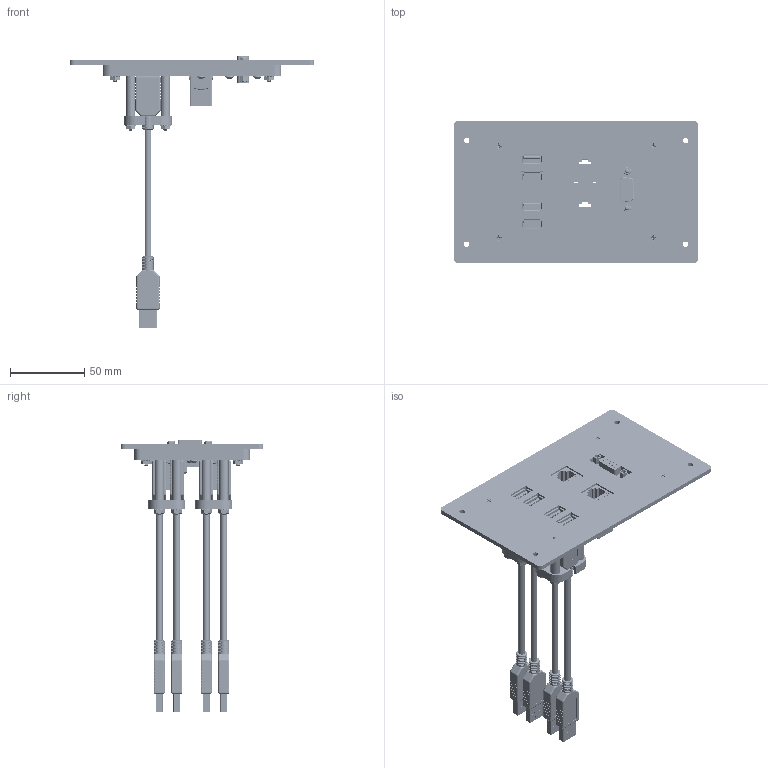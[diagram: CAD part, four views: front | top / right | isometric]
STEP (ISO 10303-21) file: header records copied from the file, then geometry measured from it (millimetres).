
FILE_DESCRIPTION (( 'STEP AP203' ), '1' );
FILE_NAME ('P-P11#4Q3R2#2-M1RX-CXXX_3D.STEP', '2022-10-06T20:49:14', ( '' ), ( '' ), 'SwSTEP 2.0', 'SolidWorks 2021', '' );
FILE_SCHEMA (( 'CONFIG_CONTROL_DESIGN' ));
Length unit declared in the file: millimetre
Products named in the file (16): P-P11#4Q3R2#2-M1RX-CXXX_3D; Z-000-440134FH_91771A122; Z-300-RJ45CAT5; Z-000-440916FH_91771A121; P-P11#4Q3R2#2-M1RX-CXXX_TP120_1; P-P11#4Q3R2#2-M1RX-CXXX_TP060_1; Z-000-4243316TFP; P11; Z-020-3047; R2; Z-001-SPR_1-1_4; P-P11#4Q3R2#2-M1RX-CXXX_BP240_1; Z-002-4401_4HN_90675A005; P-P11#4Q3R2#2-M1RX-CXXX_TP180_2; Z-BULK-DB9FF; Q3
Assembly tree (52 placements, depth 3):
  P-P11#4Q3R2#2-M1RX-CXXX_3D
    P-P11#4Q3R2#2-M1RX-CXXX_BP240_1
    P-P11#4Q3R2#2-M1RX-CXXX_TP060_1
    P-P11#4Q3R2#2-M1RX-CXXX_TP120_1
    P-P11#4Q3R2#2-M1RX-CXXX_TP180_2  x2
    Z-000-4243316TFP  x5
    P11  x4
      Z-020-3047
    Z-000-440134FH_91771A122  x8
    Z-001-SPR_1-1_4  x8
    Z-002-4401_4HN_90675A005  x12
    R2  x2
      Z-300-RJ45CAT5
    Q3
      Z-BULK-DB9FF
    Z-000-440916FH_91771A121  x4
Bounding box: 165.14 x 96.38 x 183.02 mm (x, y, z)
Volume: 175169.3 mm3; surface area: 142499.7 mm2
Topology: 91 solids, 91 shells, 7989 faces, 22438 edges, 14606 vertices
Faces by surface type: plane 3679, cylinder 2874, bspline 943, cone 493
Entity records: 102031 total; most frequent: CARTESIAN_POINT 41557, ORIENTED_EDGE 13022, DIRECTION 10520, EDGE_CURVE 6511, VERTEX_POINT 4254, LINE 3954, VECTOR 3954, AXIS2_PLACEMENT_3D 3283
